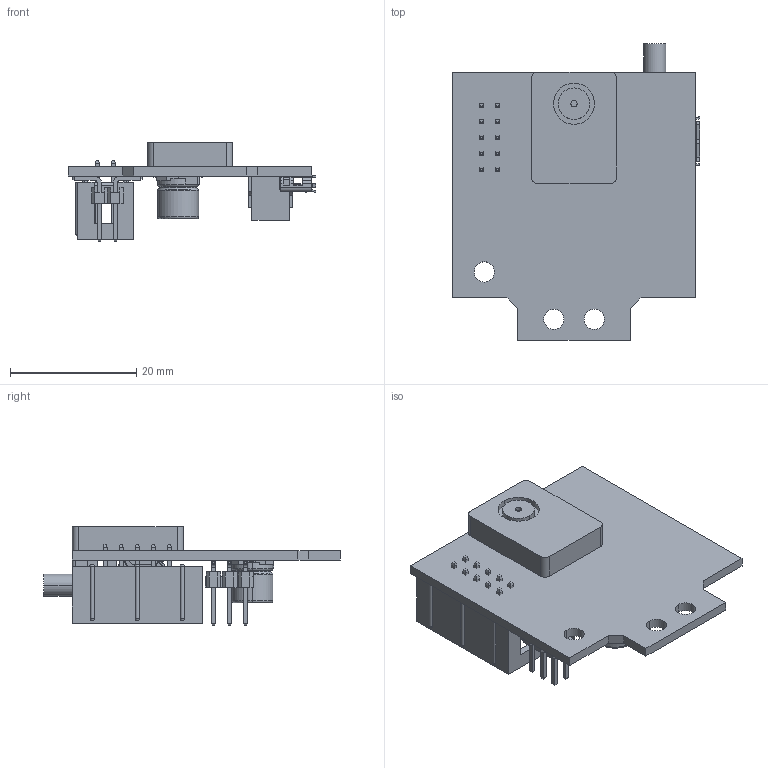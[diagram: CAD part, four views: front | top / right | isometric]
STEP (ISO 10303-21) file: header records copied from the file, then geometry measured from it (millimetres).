
FILE_DESCRIPTION (( 'STEP AP203' ), '1' );
FILE_NAME ('Pixy 2.STEP', '2018-10-09T13:26:02', ( '' ), ( '' ), 'SwSTEP 2.0', 'SolidWorks 2018', '' );
FILE_SCHEMA (( 'CONFIG_CONTROL_DESIGN' ));
Length unit declared in the file: millimetre
Products named in the file (7): button; capacitor; Pixy 2; pixy; DS1013-10SSiB; DS1022-1x3RD61; micro usb
Assembly tree (7 placements, depth 2):
  Pixy 2
    pixy
    capacitor
    micro usb
    DS1013-10SSiB
    DS1022-1x3RD61  x2
    button
Bounding box: 39.17 x 46.9 x 15.65 mm (x, y, z)
Volume: 4491 mm3; surface area: 6990.1 mm2
Topology: 41 solids, 41 shells, 1650 faces, 3936 edges, 2370 vertices
Faces by surface type: plane 1224, cylinder 370, bspline 27, torus 22, sphere 7
Entity records: 44901 total; most frequent: CARTESIAN_POINT 8273, DIRECTION 7464, ORIENTED_EDGE 7352, EDGE_CURVE 3676, LINE 2858, VECTOR 2858, AXIS2_PLACEMENT_3D 2303, VERTEX_POINT 2219
